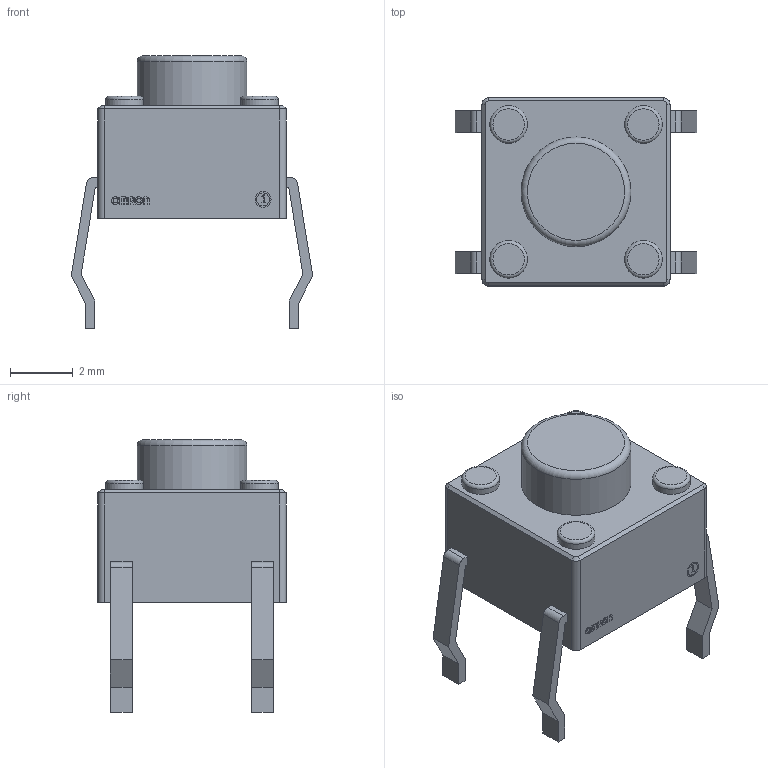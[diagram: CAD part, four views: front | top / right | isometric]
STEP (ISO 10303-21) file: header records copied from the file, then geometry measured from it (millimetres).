
FILE_DESCRIPTION(/* description */ (''),/* implementation_level */ '2;1');
FILE_NAME(/* name */ '1.stp',/* time_stamp */ '2021-01-07T12:44:43+02:00',/* author */ ('k'),/* organization */ (''),/* preprocessor_version */ 'ST-DEVELOPER v15.6',/* originating_system */ 'Autodesk Inventor 2015',/* authorisation */ '');
FILE_SCHEMA (('AUTOMOTIVE_DESIGN { 1 0 10303 214 3 1 1 }'));
Products named in the file (8): B3F_1025_BASE; B3F_1025_BUTTON; 1; 2; 3; Omron Logo Adjustable Logo; B3F_1025
Bounding box: 7.7 x 6 x 8.7 mm (x, y, z)
Volume: 134.8 mm3; surface area: 326 mm2
Topology: 18 solids, 18 shells, 178 faces, 420 edges, 279 vertices
Faces by surface type: plane 124, bspline 28, cylinder 17, torus 5, cone 4
Full cylindrical faces by diameter (mm): 0.412 x1, 0.508 x1, 1.2 x4, 3.5 x3
Entity records: 5330 total; most frequent: CARTESIAN_POINT 1238, ORIENTED_EDGE 808, DIRECTION 725, EDGE_CURVE 404, LINE 301, VECTOR 301, VERTEX_POINT 277, AXIS2_PLACEMENT_3D 212
